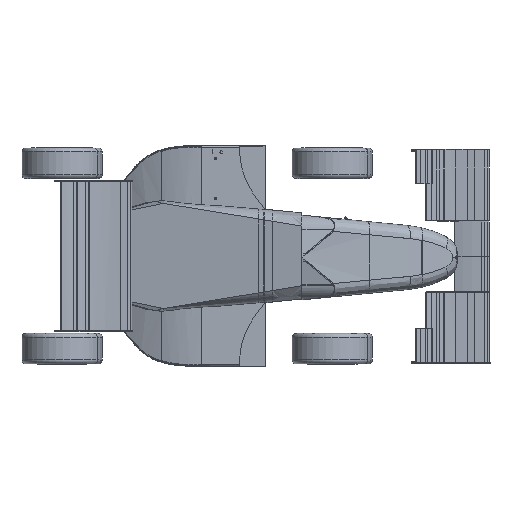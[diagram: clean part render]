
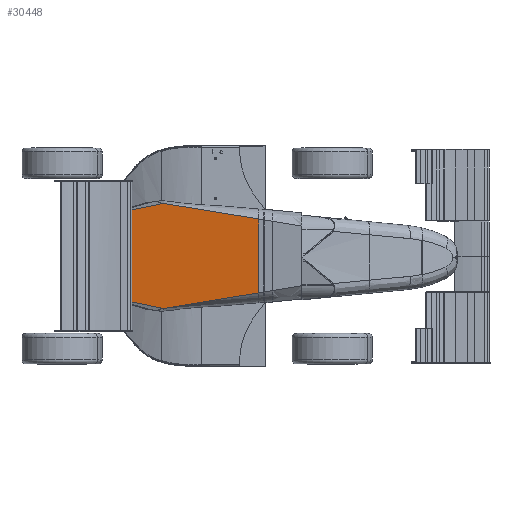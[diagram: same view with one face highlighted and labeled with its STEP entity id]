
A CAD part, top view. The second image highlights one B-rep face of the part: STEP entity #30448.
In plain terms, the highlighted face is planar.
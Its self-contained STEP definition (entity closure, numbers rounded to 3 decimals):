
#27999=CARTESIAN_POINT('Vertex',(6.21,-16.415,450.624)) ;
#28041=CARTESIAN_POINT('Vertex',(-344.042,-126.369,388.417)) ;
#28044=CARTESIAN_POINT('Line Origine',(-168.916,-71.392,419.52)) ;
#28132=CARTESIAN_POINT('Line Origine',(-7.957,-14.585,448.219)) ;
#28136=CARTESIAN_POINT('Vertex',(-22.123,-12.755,445.813)) ;
#28702=CARTESIAN_POINT('Line Origine',(-108.751,-660.949,419.52)) ;
#28706=CARTESIAN_POINT('Vertex',(73.87,-679.418,450.624)) ;
#28708=CARTESIAN_POINT('Vertex',(-291.372,-642.48,388.417)) ;
#28777=CARTESIAN_POINT('Vertex',(46.861,-688.726,445.813)) ;
#28780=CARTESIAN_POINT('Line Origine',(60.365,-684.072,448.219)) ;
#30018=CARTESIAN_POINT('Axis2P3D Location',(-1.55,-28.568,449.076)) ;
#30210=CARTESIAN_POINT('Vertex',(623.643,-51.893,556.259)) ;
#30213=CARTESIAN_POINT('Line Origine',(647.526,-285.922,556.259)) ;
#30217=CARTESIAN_POINT('Vertex',(671.409,-519.95,556.259)) ;
#30251=CARTESIAN_POINT('Vertex',(-341.889,-633.538,379.88)) ;
#30255=CARTESIAN_POINT('Control Point',(-391.712,-145.332,379.88)) ;
#30256=CARTESIAN_POINT('Control Point',(-341.889,-633.538,379.88)) ;
#30257=CARTESIAN_POINT('Vertex',(-391.712,-145.332,379.88)) ;
#30416=CARTESIAN_POINT('Line Origine',(-316.631,-638.009,384.148)) ;
#30421=CARTESIAN_POINT('Line Origine',(359.135,-604.338,501.036)) ;
#30426=CARTESIAN_POINT('Line Origine',(300.76,-32.324,501.036)) ;
#30431=CARTESIAN_POINT('Line Origine',(-367.877,-135.851,384.148)) ;
#28045=DIRECTION('Vector Direction',(-0.941,-0.295,-0.167)) ;
#28133=DIRECTION('Vector Direction',(-0.978,0.126,-0.166)) ;
#28703=DIRECTION('Vector Direction',(-0.981,0.099,-0.167)) ;
#28781=DIRECTION('Vector Direction',(-0.932,-0.321,-0.166)) ;
#30019=DIRECTION('Axis2P3D Direction',(0.17,0.017,-0.985)) ;
#30020=DIRECTION('Axis2P3D XDirection',(0.984,-0.06,0.168)) ;
#30214=DIRECTION('Vector Direction',(0.102,-0.995,0.)) ;
#30417=DIRECTION('Vector Direction',(-0.971,0.172,-0.164)) ;
#30422=DIRECTION('Vector Direction',(0.952,0.257,0.168)) ;
#30427=DIRECTION('Vector Direction',(0.984,-0.06,0.168)) ;
#30432=DIRECTION('Vector Direction',(-0.917,-0.365,-0.164)) ;
#30021=AXIS2_PLACEMENT_3D('Plane Axis2P3D',#30018,#30019,#30020) ;
#30437=ORIENTED_EDGE('',*,*,#30420,.F.) ;
#30438=ORIENTED_EDGE('',*,*,#28710,.F.) ;
#30439=ORIENTED_EDGE('',*,*,#28784,.T.) ;
#30440=ORIENTED_EDGE('',*,*,#30425,.T.) ;
#30441=ORIENTED_EDGE('',*,*,#30219,.F.) ;
#30442=ORIENTED_EDGE('',*,*,#30430,.F.) ;
#30443=ORIENTED_EDGE('',*,*,#28138,.F.) ;
#30444=ORIENTED_EDGE('',*,*,#28048,.T.) ;
#30445=ORIENTED_EDGE('',*,*,#30435,.T.) ;
#30446=ORIENTED_EDGE('',*,*,#30259,.T.) ;
#28046=VECTOR('Line Direction',#28045,1.) ;
#28134=VECTOR('Line Direction',#28133,1.) ;
#28704=VECTOR('Line Direction',#28703,1.) ;
#28782=VECTOR('Line Direction',#28781,1.) ;
#30215=VECTOR('Line Direction',#30214,1.) ;
#30418=VECTOR('Line Direction',#30417,1.) ;
#30423=VECTOR('Line Direction',#30422,1.) ;
#30428=VECTOR('Line Direction',#30427,1.) ;
#30433=VECTOR('Line Direction',#30432,1.) ;
#30448=ADVANCED_FACE('',(#30447),#30022,.F.) ;
#30254=B_SPLINE_CURVE_WITH_KNOTS('',1,(#30255,#30256),.UNSPECIFIED.,.F.,.U.,(2,2),(-93.248,397.493),.UNSPECIFIED.) ;
#28048=EDGE_CURVE('',#28000,#28042,#28047,.T.) ;
#28138=EDGE_CURVE('',#28000,#28137,#28135,.T.) ;
#28710=EDGE_CURVE('',#28707,#28709,#28705,.T.) ;
#28784=EDGE_CURVE('',#28707,#28778,#28783,.T.) ;
#30219=EDGE_CURVE('',#30211,#30218,#30216,.T.) ;
#30259=EDGE_CURVE('',#30258,#30252,#30254,.T.) ;
#30420=EDGE_CURVE('',#28709,#30252,#30419,.T.) ;
#30425=EDGE_CURVE('',#28778,#30218,#30424,.T.) ;
#30430=EDGE_CURVE('',#28137,#30211,#30429,.T.) ;
#30435=EDGE_CURVE('',#28042,#30258,#30434,.T.) ;
#30436=EDGE_LOOP('',(#30437,#30438,#30439,#30440,#30441,#30442,#30443,#30444,#30445,#30446)) ;
#30447=FACE_OUTER_BOUND('',#30436,.T.) ;
#28047=LINE('Line',#28044,#28046) ;
#28135=LINE('Line',#28132,#28134) ;
#28705=LINE('Line',#28702,#28704) ;
#28783=LINE('Line',#28780,#28782) ;
#30216=LINE('Line',#30213,#30215) ;
#30419=LINE('Line',#30416,#30418) ;
#30424=LINE('Line',#30421,#30423) ;
#30429=LINE('Line',#30426,#30428) ;
#30434=LINE('Line',#30431,#30433) ;
#30022=PLANE('Plane',#30021) ;
#28000=VERTEX_POINT('',#27999) ;
#28042=VERTEX_POINT('',#28041) ;
#28137=VERTEX_POINT('',#28136) ;
#28707=VERTEX_POINT('',#28706) ;
#28709=VERTEX_POINT('',#28708) ;
#28778=VERTEX_POINT('',#28777) ;
#30211=VERTEX_POINT('',#30210) ;
#30218=VERTEX_POINT('',#30217) ;
#30252=VERTEX_POINT('',#30251) ;
#30258=VERTEX_POINT('',#30257) ;
